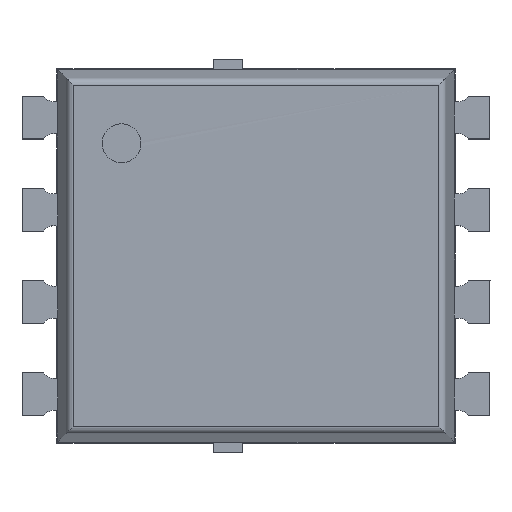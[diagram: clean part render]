
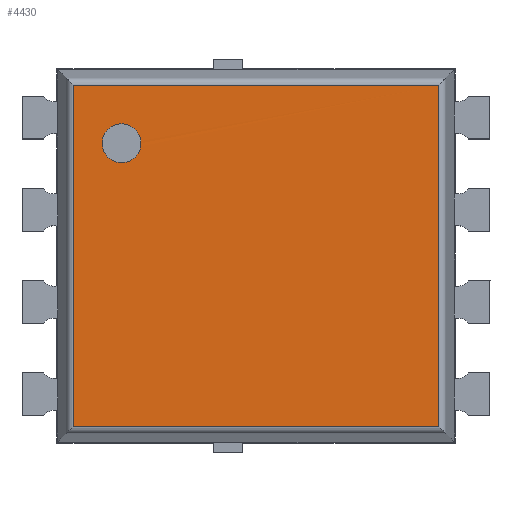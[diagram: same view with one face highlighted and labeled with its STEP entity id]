
A CAD part, top view. The second image highlights one B-rep face of the part: STEP entity #4430.
In plain terms, the highlighted planar face has unit normal (0, 0, 1).
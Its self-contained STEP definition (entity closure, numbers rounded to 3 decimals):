
#21=B_SPLINE_CURVE_WITH_KNOTS('',3,(#6275,#6276,#6277,#6278,#6279,#6280,
#6281,#6282,#6283,#6284,#6285,#6286,#6287,#6288,#6289,#6290,#6291,#6292,
#6293),.UNSPECIFIED.,.T.,.F.,(1,1,1,1,1,1,1,1,1,1,1,1,1,1,1,1,1,1,1,1,1,
1,1),(-0.191,-0.128,-0.066,0.,0.059,
0.122,0.184,0.247,0.309,0.372,
0.434,0.497,0.559,0.622,
0.684,0.747,0.809,0.872,
0.934,1.,1.059,1.122,1.184),.UNSPECIFIED.);
#99=PLANE('',#4654);
#743=ORIENTED_EDGE('',*,*,#1487,.F.);
#744=ORIENTED_EDGE('',*,*,#1484,.F.);
#745=ORIENTED_EDGE('',*,*,#1488,.F.);
#746=ORIENTED_EDGE('',*,*,#1481,.F.);
#747=ORIENTED_EDGE('',*,*,#1477,.F.);
#1477=EDGE_CURVE('',#1864,#1865,#2219,.T.);
#1481=EDGE_CURVE('',#1865,#1868,#2221,.T.);
#1484=EDGE_CURVE('',#1870,#1864,#2223,.T.);
#1487=EDGE_CURVE('',#1872,#1872,#21,.F.);
#1488=EDGE_CURVE('',#1868,#1870,#2225,.T.);
#1864=VERTEX_POINT('',#6255);
#1865=VERTEX_POINT('',#6256);
#1868=VERTEX_POINT('',#6264);
#1870=VERTEX_POINT('',#6270);
#1872=VERTEX_POINT('',#6294);
#2219=LINE('',#6254,#2603);
#2221=LINE('',#6263,#2605);
#2223=LINE('',#6269,#2607);
#2225=LINE('',#6295,#2609);
#2603=VECTOR('',#5287,1000.);
#2605=VECTOR('',#5295,1000.);
#2607=VECTOR('',#5301,1000.);
#2609=VECTOR('',#5307,1000.);
#2843=EDGE_LOOP('',(#743));
#2844=EDGE_LOOP('',(#744,#745,#746,#747));
#3015=FACE_BOUND('',#2843,.T.);
#3016=FACE_BOUND('',#2844,.T.);
#4430=ADVANCED_FACE('',(#3015,#3016),#99,.T.);
#4654=AXIS2_PLACEMENT_3D('',#6274,#5305,#5306);
#5287=DIRECTION('',(0.,-1.,0.));
#5295=DIRECTION('',(-1.,0.,0.));
#5301=DIRECTION('',(1.,0.,0.));
#5305=DIRECTION('',(0.,0.,1.));
#5306=DIRECTION('',(0.,-1.,0.));
#5307=DIRECTION('',(0.,1.,0.));
#6254=CARTESIAN_POINT('',(2.512,2.213,1.));
#6255=CARTESIAN_POINT('',(2.512,2.347,1.));
#6256=CARTESIAN_POINT('',(2.512,-2.347,1.));
#6263=CARTESIAN_POINT('',(-2.87,-2.347,1.));
#6264=CARTESIAN_POINT('',(-2.512,-2.347,1.));
#6269=CARTESIAN_POINT('',(-2.87,2.347,1.));
#6270=CARTESIAN_POINT('',(-2.512,2.347,1.));
#6274=CARTESIAN_POINT('',(0.,0.,1.));
#6275=CARTESIAN_POINT('',(-1.598,1.659,1.));
#6276=CARTESIAN_POINT('',(-1.576,1.554,1.));
#6277=CARTESIAN_POINT('',(-1.596,1.449,1.));
#6278=CARTESIAN_POINT('',(-1.652,1.36,1.));
#6279=CARTESIAN_POINT('',(-1.74,1.299,1.));
#6280=CARTESIAN_POINT('',(-1.844,1.276,1.));
#6281=CARTESIAN_POINT('',(-1.95,1.295,1.));
#6282=CARTESIAN_POINT('',(-2.04,1.352,1.));
#6283=CARTESIAN_POINT('',(-2.101,1.44,1.));
#6284=CARTESIAN_POINT('',(-2.124,1.544,1.));
#6285=CARTESIAN_POINT('',(-2.105,1.65,1.));
#6286=CARTESIAN_POINT('',(-2.048,1.74,1.));
#6287=CARTESIAN_POINT('',(-1.96,1.801,1.));
#6288=CARTESIAN_POINT('',(-1.856,1.824,1.));
#6289=CARTESIAN_POINT('',(-1.75,1.805,1.));
#6290=CARTESIAN_POINT('',(-1.66,1.748,1.));
#6291=CARTESIAN_POINT('',(-1.598,1.659,1.));
#6292=CARTESIAN_POINT('',(-1.576,1.554,1.));
#6293=CARTESIAN_POINT('',(-1.596,1.449,1.));
#6294=CARTESIAN_POINT('',(-1.583,1.55,0.999));
#6295=CARTESIAN_POINT('',(-2.512,2.213,1.));
